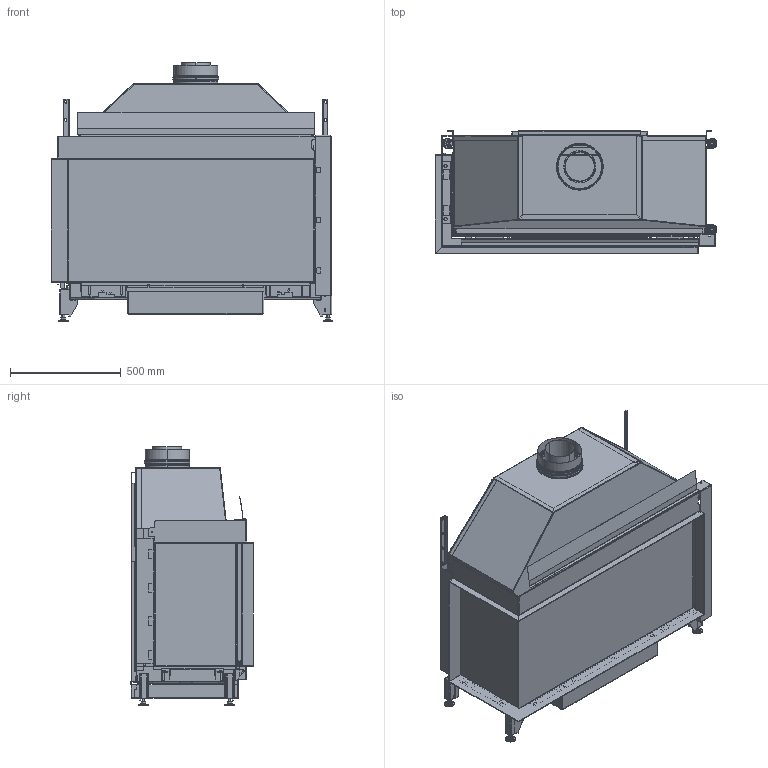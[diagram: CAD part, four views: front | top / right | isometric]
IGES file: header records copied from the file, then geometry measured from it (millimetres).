
Start section: SolidWorks IGES file using analytic representation for surfaces
Global section: file name: Gi 10555 L30.IGS; native system: SolidWorks 2020; preprocessor: SolidWorks 2020; author: solid; date: 221118.103445; units: millimetre
Bounding box: 1272.04 x 553.72 x 1166.5 mm (x, y, z)
Surface area: 13179172.3 mm2 (no closed solid volume)
Topology: 0 solids, 0 shells, 2455 faces, 25178 edges, 25176 vertices
Faces by surface type: bspline 1739, revolution 716
